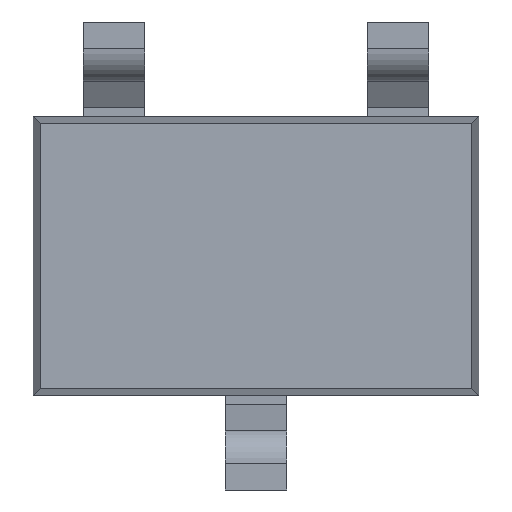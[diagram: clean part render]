
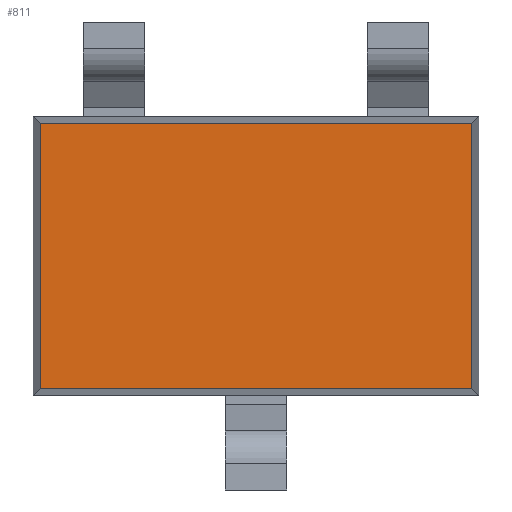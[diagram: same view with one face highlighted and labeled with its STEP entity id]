
A CAD part, front view. The second image highlights one B-rep face of the part: STEP entity #811.
In plain terms, the highlighted planar face has unit normal (0, -1, 0).
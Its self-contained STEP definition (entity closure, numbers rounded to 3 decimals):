
#497 = PLANE('',#498);
#498 = AXIS2_PLACEMENT_3D('',#499,#500,#501);
#499 = CARTESIAN_POINT('',(1.,0.,0.625));
#500 = DIRECTION('',(0.999,-0.052,0.));
#501 = DIRECTION('',(0.052,0.999,0.));
#522 = VERTEX_POINT('',#523);
#523 = CARTESIAN_POINT('',(0.969,-0.6,0.594));
#537 = PLANE('',#538);
#538 = AXIS2_PLACEMENT_3D('',#539,#540,#541);
#539 = CARTESIAN_POINT('',(-1.,0.,0.625));
#540 = DIRECTION('',(0.,-0.052,0.999));
#541 = DIRECTION('',(0.,-0.999,-0.052));
#549 = EDGE_CURVE('',#522,#550,#552,.T.);
#550 = VERTEX_POINT('',#551);
#551 = CARTESIAN_POINT('',(0.969,-0.6,-0.594));
#552 = SURFACE_CURVE('',#553,(#557,#564),.PCURVE_S1.);
#553 = LINE('',#554,#555);
#554 = CARTESIAN_POINT('',(0.969,-0.6,0.625));
#555 = VECTOR('',#556,1.);
#556 = DIRECTION('',(0.,0.,-1.));
#557 = PCURVE('',#497,#558);
#558 = DEFINITIONAL_REPRESENTATION('',(#559),#563);
#559 = LINE('',#560,#561);
#560 = CARTESIAN_POINT('',(-0.601,0.));
#561 = VECTOR('',#562,1.);
#562 = DIRECTION('',(0.,-1.));
#563 = ( GEOMETRIC_REPRESENTATION_CONTEXT(2) 
PARAMETRIC_REPRESENTATION_CONTEXT() REPRESENTATION_CONTEXT('2D SPACE',''
  ) );
#564 = PCURVE('',#565,#570);
#565 = PLANE('',#566);
#566 = AXIS2_PLACEMENT_3D('',#567,#568,#569);
#567 = CARTESIAN_POINT('',(1.,-0.6,-0.625));
#568 = DIRECTION('',(0.,-1.,0.));
#569 = DIRECTION('',(0.,-0.,-1.));
#570 = DEFINITIONAL_REPRESENTATION('',(#571),#575);
#571 = LINE('',#572,#573);
#572 = CARTESIAN_POINT('',(-1.25,-0.031));
#573 = VECTOR('',#574,1.);
#574 = DIRECTION('',(1.,0.));
#575 = ( GEOMETRIC_REPRESENTATION_CONTEXT(2) 
PARAMETRIC_REPRESENTATION_CONTEXT() REPRESENTATION_CONTEXT('2D SPACE',''
  ) );
#591 = PLANE('',#592);
#592 = AXIS2_PLACEMENT_3D('',#593,#594,#595);
#593 = CARTESIAN_POINT('',(-1.,0.,-0.625));
#594 = DIRECTION('',(0.,-0.052,-0.999));
#595 = DIRECTION('',(0.,0.999,-0.052));
#635 = VERTEX_POINT('',#636);
#636 = CARTESIAN_POINT('',(-0.969,-0.6,0.594));
#650 = PLANE('',#651);
#651 = AXIS2_PLACEMENT_3D('',#652,#653,#654);
#652 = CARTESIAN_POINT('',(-1.,0.,0.625));
#653 = DIRECTION('',(-0.999,-0.052,0.));
#654 = DIRECTION('',(0.052,-0.999,0.));
#662 = EDGE_CURVE('',#635,#522,#663,.T.);
#663 = SURFACE_CURVE('',#664,(#668,#675),.PCURVE_S1.);
#664 = LINE('',#665,#666);
#665 = CARTESIAN_POINT('',(-1.,-0.6,0.594));
#666 = VECTOR('',#667,1.);
#667 = DIRECTION('',(1.,0.,0.));
#668 = PCURVE('',#537,#669);
#669 = DEFINITIONAL_REPRESENTATION('',(#670),#674);
#670 = LINE('',#671,#672);
#671 = CARTESIAN_POINT('',(0.601,0.));
#672 = VECTOR('',#673,1.);
#673 = DIRECTION('',(0.,1.));
#674 = ( GEOMETRIC_REPRESENTATION_CONTEXT(2) 
PARAMETRIC_REPRESENTATION_CONTEXT() REPRESENTATION_CONTEXT('2D SPACE',''
  ) );
#675 = PCURVE('',#565,#676);
#676 = DEFINITIONAL_REPRESENTATION('',(#677),#681);
#677 = LINE('',#678,#679);
#678 = CARTESIAN_POINT('',(-1.219,-2.));
#679 = VECTOR('',#680,1.);
#680 = DIRECTION('',(0.,1.));
#681 = ( GEOMETRIC_REPRESENTATION_CONTEXT(2) 
PARAMETRIC_REPRESENTATION_CONTEXT() REPRESENTATION_CONTEXT('2D SPACE',''
  ) );
#716 = VERTEX_POINT('',#717);
#717 = CARTESIAN_POINT('',(-0.969,-0.6,-0.594));
#738 = EDGE_CURVE('',#716,#635,#739,.T.);
#739 = SURFACE_CURVE('',#740,(#744,#751),.PCURVE_S1.);
#740 = LINE('',#741,#742);
#741 = CARTESIAN_POINT('',(-0.969,-0.6,0.625));
#742 = VECTOR('',#743,1.);
#743 = DIRECTION('',(0.,0.,1.));
#744 = PCURVE('',#650,#745);
#745 = DEFINITIONAL_REPRESENTATION('',(#746),#750);
#746 = LINE('',#747,#748);
#747 = CARTESIAN_POINT('',(0.601,0.));
#748 = VECTOR('',#749,1.);
#749 = DIRECTION('',(0.,1.));
#750 = ( GEOMETRIC_REPRESENTATION_CONTEXT(2) 
PARAMETRIC_REPRESENTATION_CONTEXT() REPRESENTATION_CONTEXT('2D SPACE',''
  ) );
#751 = PCURVE('',#565,#752);
#752 = DEFINITIONAL_REPRESENTATION('',(#753),#757);
#753 = LINE('',#754,#755);
#754 = CARTESIAN_POINT('',(-1.25,-1.969));
#755 = VECTOR('',#756,1.);
#756 = DIRECTION('',(-1.,0.));
#757 = ( GEOMETRIC_REPRESENTATION_CONTEXT(2) 
PARAMETRIC_REPRESENTATION_CONTEXT() REPRESENTATION_CONTEXT('2D SPACE',''
  ) );
#790 = EDGE_CURVE('',#550,#716,#791,.T.);
#791 = SURFACE_CURVE('',#792,(#796,#803),.PCURVE_S1.);
#792 = LINE('',#793,#794);
#793 = CARTESIAN_POINT('',(-1.,-0.6,-0.594));
#794 = VECTOR('',#795,1.);
#795 = DIRECTION('',(-1.,0.,0.));
#796 = PCURVE('',#591,#797);
#797 = DEFINITIONAL_REPRESENTATION('',(#798),#802);
#798 = LINE('',#799,#800);
#799 = CARTESIAN_POINT('',(-0.601,0.));
#800 = VECTOR('',#801,1.);
#801 = DIRECTION('',(0.,-1.));
#802 = ( GEOMETRIC_REPRESENTATION_CONTEXT(2) 
PARAMETRIC_REPRESENTATION_CONTEXT() REPRESENTATION_CONTEXT('2D SPACE',''
  ) );
#803 = PCURVE('',#565,#804);
#804 = DEFINITIONAL_REPRESENTATION('',(#805),#809);
#805 = LINE('',#806,#807);
#806 = CARTESIAN_POINT('',(-0.031,-2.));
#807 = VECTOR('',#808,1.);
#808 = DIRECTION('',(-0.,-1.));
#809 = ( GEOMETRIC_REPRESENTATION_CONTEXT(2) 
PARAMETRIC_REPRESENTATION_CONTEXT() REPRESENTATION_CONTEXT('2D SPACE',''
  ) );
#811 = ADVANCED_FACE('',(#812),#565,.T.);
#812 = FACE_BOUND('',#813,.T.);
#813 = EDGE_LOOP('',(#814,#815,#816,#817));
#814 = ORIENTED_EDGE('',*,*,#549,.F.);
#815 = ORIENTED_EDGE('',*,*,#662,.F.);
#816 = ORIENTED_EDGE('',*,*,#738,.F.);
#817 = ORIENTED_EDGE('',*,*,#790,.F.);
